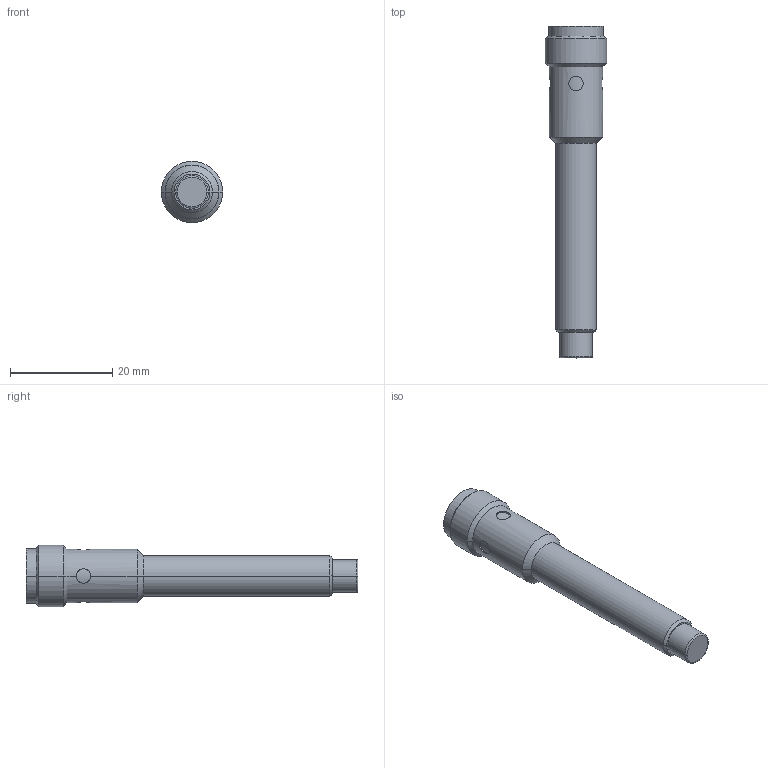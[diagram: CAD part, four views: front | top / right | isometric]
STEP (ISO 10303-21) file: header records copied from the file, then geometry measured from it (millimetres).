
FILE_DESCRIPTION((''),'2;1');
FILE_NAME('DM_CAD-0204A','2015-01-12T',('Creinig-se'),(''),'PRO/ENGINEER BY PARAMETRIC TECHNOLOGY CORPORATION, 2013050','PRO/ENGINEER BY PARAMETRIC TECHNOLOGY CORPORATION, 2013050','');
FILE_SCHEMA(('CONFIG_CONTROL_DESIGN'));
Length unit declared in the file: millimetre
Products named in the file (1): DM_CAD-0204A
Bounding box: 12 x 65 x 12 mm (x, y, z)
Volume: 3532.8 mm3; surface area: 2381.4 mm2
Topology: 1 solids, 1 shells, 58 faces, 199 edges, 156 vertices
Faces by surface type: cylinder 31, plane 9, cone 8, sphere 8, torus 2
Entity records: 3249 total; most frequent: CARTESIAN_POINT 635, DIRECTION 349, ORIENTED_EDGE 264, PRESENTATION_STYLE_ASSIGNMENT 228, STYLED_ITEM 205, CURVE_STYLE 198, EDGE_CURVE 132, AXIS2_PLACEMENT_3D 131
